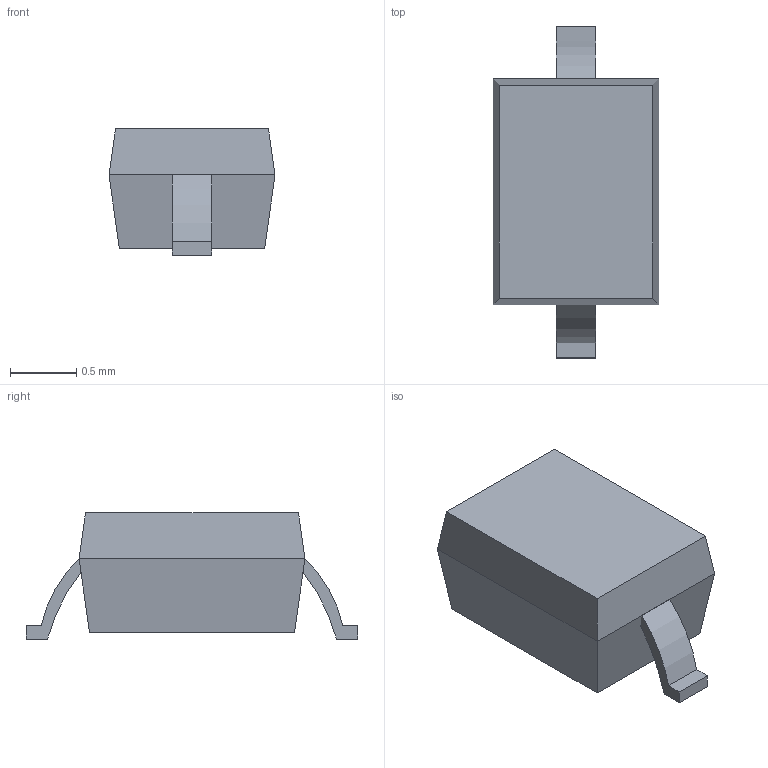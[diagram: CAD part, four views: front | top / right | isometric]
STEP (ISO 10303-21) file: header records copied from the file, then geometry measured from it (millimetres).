
FILE_DESCRIPTION (( 'STEP AP214' ), '1' );
FILE_NAME ('PTSP0002ZA-A.STEP', '2012-05-28T00:04:46', ( 'komiya' ), ( '' ), 'SwSTEP 2.0', 'SolidWorks 2012', '' );
FILE_SCHEMA (( 'AUTOMOTIVE_DESIGN' ));
Length unit declared in the file: millimetre
Products named in the file (1): PTSP0002ZA-A
Bounding box: 1.25 x 2.5 x 0.95 mm (x, y, z)
Volume: 1.8 mm3; surface area: 11.2 mm2
Topology: 2 solids, 2 shells, 24 faces, 56 edges, 36 vertices
Faces by surface type: plane 20, cylinder 4
Entity records: 719 total; most frequent: CARTESIAN_POINT 117, DIRECTION 114, ORIENTED_EDGE 112, EDGE_CURVE 56, VECTOR 48, LINE 48, VERTEX_POINT 36, AXIS2_PLACEMENT_3D 33
